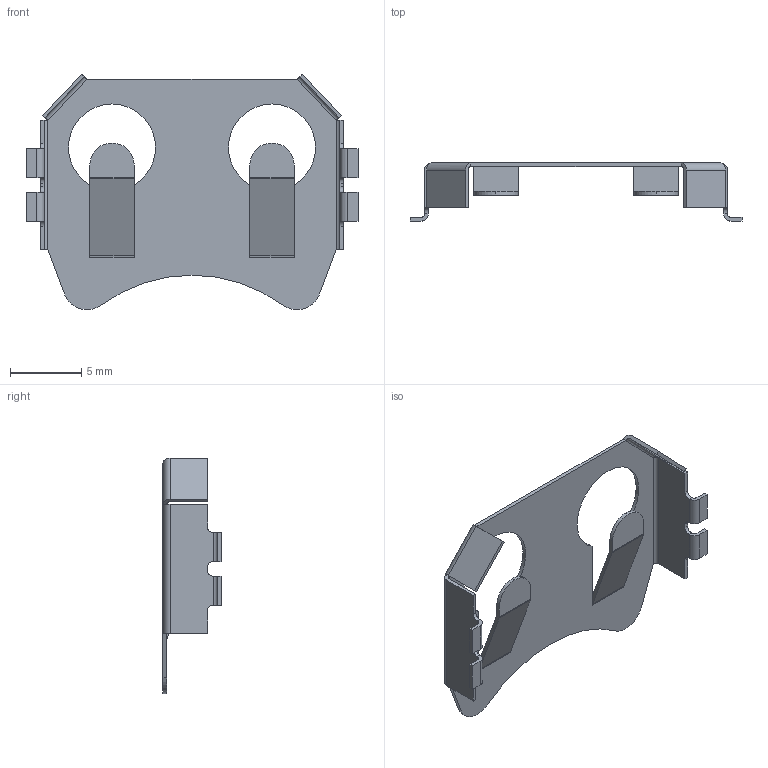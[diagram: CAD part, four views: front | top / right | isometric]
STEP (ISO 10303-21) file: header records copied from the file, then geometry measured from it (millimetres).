
FILE_DESCRIPTION (( 'STEP AP214' ), '1' );
FILE_NAME ('User Library-keystone-PN3034.STEP', '2019-02-20T12:50:11', ( '' ), ( '' ), 'SwSTEP 2.0', 'SolidWorks 2019', '' );
FILE_SCHEMA (( 'AUTOMOTIVE_DESIGN' ));
Length unit declared in the file: inch
Products named in the file (1): User Library-keystone-PN3034
Bounding box: 23.24 x 4.06 x 16.48 mm (x, y, z)
Volume: 88.3 mm3; surface area: 746.3 mm2
Topology: 1 solids, 1 shells, 123 faces, 336 edges, 216 vertices
Faces by surface type: plane 82, cylinder 41
Entity records: 3908 total; most frequent: CARTESIAN_POINT 676, ORIENTED_EDGE 672, DIRECTION 666, EDGE_CURVE 336, LINE 254, VECTOR 254, VERTEX_POINT 216, AXIS2_PLACEMENT_3D 206
